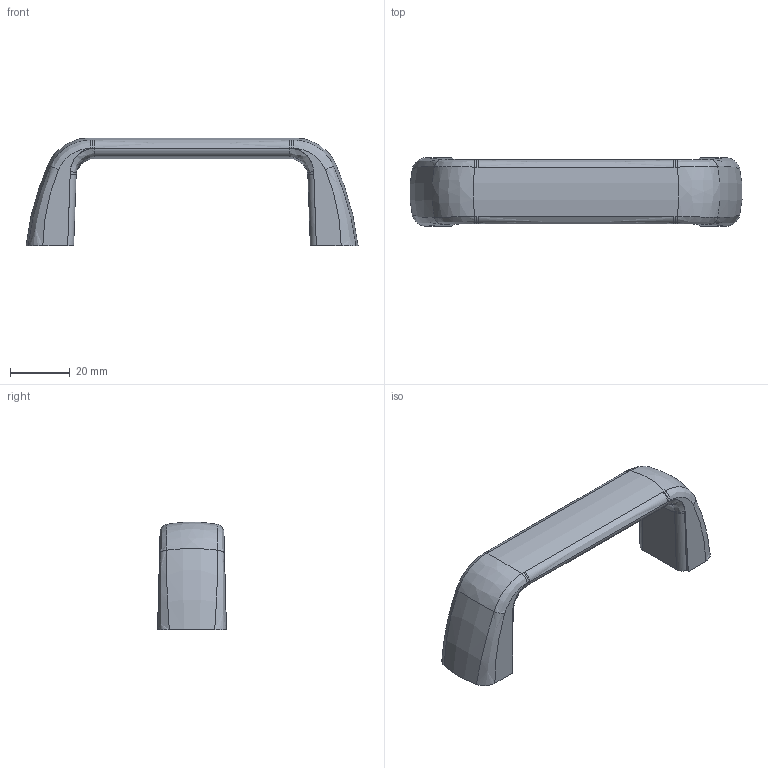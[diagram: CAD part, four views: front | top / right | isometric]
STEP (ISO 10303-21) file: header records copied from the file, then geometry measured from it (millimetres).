
FILE_DESCRIPTION(/* description */ ('File 3D'),/* implementation_level */ '2;1');
FILE_NAME(/* name */ '6333069',/* time_stamp */ '2022-05-20T11:03:47+02:00',/* author */ ('Zorzan D.'),/* organization */ ('Gamm Srl.'),/* preprocessor_version */ 'ST-DEVELOPER v18.102',/* originating_system */ 'Solid Edge',/* authorisation */ 'Unknown');
FILE_SCHEMA (('AUTOMOTIVE_DESIGN {1 0 10303 214 3 1 1}'));
Length unit declared in the file: millimetre
Products named in the file (1): Parte3
Bounding box: 110.81 x 23 x 35.91 mm (x, y, z)
Volume: 26891.9 mm3; surface area: 8937 mm2
Topology: 1 solids, 1 shells, 70 faces, 168 edges, 100 vertices
Faces by surface type: bspline 36, cylinder 16, plane 14, cone 4
Full cylindrical faces by diameter (mm): 4.134 x4
Entity records: 3421 total; most frequent: CARTESIAN_POINT 1617, ORIENTED_EDGE 308, DIRECTION 194, EDGE_CURVE 154, VERTEX_POINT 96, AXIS2_PLACEMENT_3D 81, FACE_BOUND 80, EDGE_LOOP 78
